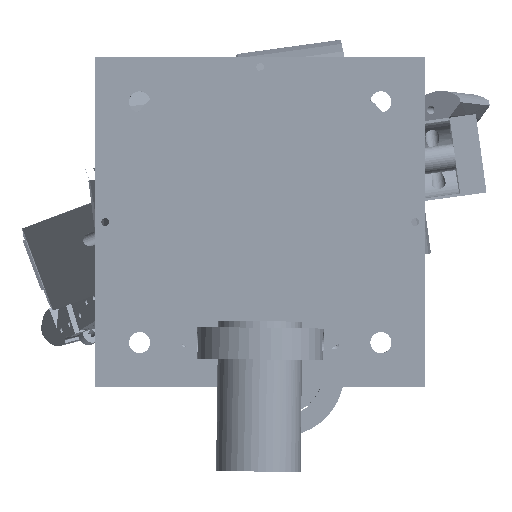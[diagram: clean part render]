
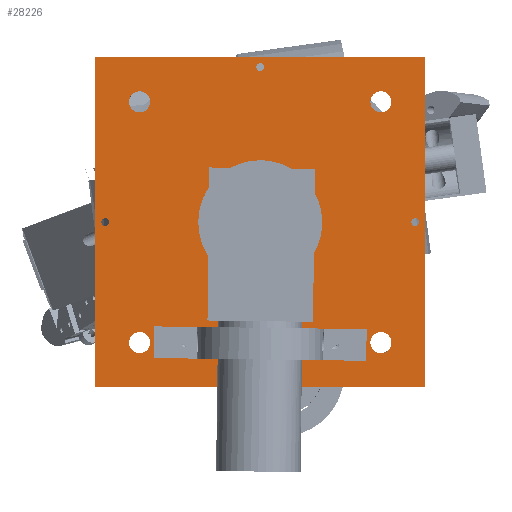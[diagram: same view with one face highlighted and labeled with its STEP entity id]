
A CAD part, front view. The second image highlights one B-rep face of the part: STEP entity #28226.
In plain terms, the highlighted planar face has unit normal (0, -1, 0).
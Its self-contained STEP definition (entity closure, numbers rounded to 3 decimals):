
#773=PLANE('',#30869);
#1640=CIRCLE('',#30559,19.125);
#1643=CIRCLE('',#30565,4.);
#1645=CIRCLE('',#30568,4.);
#1663=CIRCLE('',#30595,4.);
#1665=CIRCLE('',#30598,4.);
#1817=CIRCLE('',#30833,1.5);
#1818=CIRCLE('',#30835,1.5);
#1819=CIRCLE('',#30837,1.5);
#1822=CIRCLE('',#30843,2.5);
#1825=CIRCLE('',#30848,2.5);
#1845=CIRCLE('',#30870,23.5);
#3067=LINE('',#42872,#5514);
#3070=LINE('',#42881,#5517);
#3081=LINE('',#43053,#5528);
#3088=LINE('',#43158,#5535);
#3091=LINE('',#43180,#5538);
#5514=VECTOR('',#33829,10.);
#5517=VECTOR('',#33838,10.);
#5528=VECTOR('',#33905,10.);
#5535=VECTOR('',#33954,10.);
#5538=VECTOR('',#33963,10.);
#7983=FACE_BOUND('',#10400,.T.);
#7984=FACE_BOUND('',#10401,.T.);
#7985=FACE_BOUND('',#10402,.T.);
#7986=FACE_BOUND('',#10403,.T.);
#7987=FACE_BOUND('',#10404,.T.);
#7988=FACE_BOUND('',#10405,.T.);
#7989=FACE_BOUND('',#10406,.T.);
#7990=FACE_BOUND('',#10407,.T.);
#7991=FACE_BOUND('',#10408,.T.);
#7992=FACE_BOUND('',#10409,.T.);
#8743=FACE_OUTER_BOUND('',#10399,.T.);
#10399=EDGE_LOOP('',(#19934,#19935,#19936,#19937,#19938,#19939));
#10400=EDGE_LOOP('',(#19940));
#10401=EDGE_LOOP('',(#19941));
#10402=EDGE_LOOP('',(#19942));
#10403=EDGE_LOOP('',(#19943));
#10404=EDGE_LOOP('',(#19944));
#10405=EDGE_LOOP('',(#19945));
#10406=EDGE_LOOP('',(#19946));
#10407=EDGE_LOOP('',(#19947));
#10408=EDGE_LOOP('',(#19948));
#10409=EDGE_LOOP('',(#19949));
#12683=VERTEX_POINT('',#42860);
#12684=VERTEX_POINT('',#42862);
#12686=VERTEX_POINT('',#42871);
#12689=VERTEX_POINT('',#42879);
#12690=VERTEX_POINT('',#42883);
#12696=VERTEX_POINT('',#42923);
#12716=VERTEX_POINT('',#43050);
#12717=VERTEX_POINT('',#43052);
#12720=VERTEX_POINT('',#43071);
#12724=VERTEX_POINT('',#43108);
#12889=VERTEX_POINT('',#43655);
#12890=VERTEX_POINT('',#43659);
#12891=VERTEX_POINT('',#43663);
#12893=VERTEX_POINT('',#43673);
#12894=VERTEX_POINT('',#43680);
#12897=VERTEX_POINT('',#43706);
#15305=EDGE_CURVE('',#12684,#12683,#1640,.T.);
#15308=EDGE_CURVE('',#12686,#12684,#3067,.T.);
#15313=EDGE_CURVE('',#12683,#12689,#3070,.T.);
#15314=EDGE_CURVE('',#12690,#12690,#1643,.T.);
#15321=EDGE_CURVE('',#12696,#12696,#1645,.T.);
#15351=EDGE_CURVE('',#12716,#12717,#3081,.T.);
#15356=EDGE_CURVE('',#12720,#12720,#1663,.T.);
#15362=EDGE_CURVE('',#12724,#12724,#1665,.T.);
#15377=EDGE_CURVE('',#12717,#12689,#3088,.T.);
#15382=EDGE_CURVE('',#12686,#12716,#3091,.T.);
#15595=EDGE_CURVE('',#12889,#12889,#1817,.T.);
#15597=EDGE_CURVE('',#12890,#12890,#1818,.T.);
#15599=EDGE_CURVE('',#12891,#12891,#1819,.T.);
#15603=EDGE_CURVE('',#12893,#12893,#1822,.T.);
#15607=EDGE_CURVE('',#12894,#12894,#1825,.T.);
#15628=EDGE_CURVE('',#12897,#12897,#1845,.T.);
#19934=ORIENTED_EDGE('',*,*,#15305,.T.);
#19935=ORIENTED_EDGE('',*,*,#15313,.T.);
#19936=ORIENTED_EDGE('',*,*,#15377,.F.);
#19937=ORIENTED_EDGE('',*,*,#15351,.F.);
#19938=ORIENTED_EDGE('',*,*,#15382,.F.);
#19939=ORIENTED_EDGE('',*,*,#15308,.T.);
#19940=ORIENTED_EDGE('',*,*,#15314,.T.);
#19941=ORIENTED_EDGE('',*,*,#15321,.T.);
#19942=ORIENTED_EDGE('',*,*,#15356,.T.);
#19943=ORIENTED_EDGE('',*,*,#15362,.T.);
#19944=ORIENTED_EDGE('',*,*,#15628,.F.);
#19945=ORIENTED_EDGE('',*,*,#15599,.T.);
#19946=ORIENTED_EDGE('',*,*,#15597,.T.);
#19947=ORIENTED_EDGE('',*,*,#15595,.T.);
#19948=ORIENTED_EDGE('',*,*,#15603,.F.);
#19949=ORIENTED_EDGE('',*,*,#15607,.F.);
#28226=ADVANCED_FACE('',(#8743,#7983,#7984,#7985,#7986,#7987,#7988,#7989,
#7990,#7991,#7992),#773,.F.);
#30559=AXIS2_PLACEMENT_3D('',#42863,#33824,#33825);
#30565=AXIS2_PLACEMENT_3D('',#42884,#33841,#33842);
#30568=AXIS2_PLACEMENT_3D('',#42924,#33850,#33851);
#30595=AXIS2_PLACEMENT_3D('',#43072,#33914,#33915);
#30598=AXIS2_PLACEMENT_3D('',#43109,#33922,#33923);
#30833=AXIS2_PLACEMENT_3D('',#43657,#34468,#34469);
#30835=AXIS2_PLACEMENT_3D('',#43661,#34473,#34474);
#30837=AXIS2_PLACEMENT_3D('',#43665,#34478,#34479);
#30843=AXIS2_PLACEMENT_3D('',#43674,#34491,#34492);
#30848=AXIS2_PLACEMENT_3D('',#43681,#34502,#34503);
#30869=AXIS2_PLACEMENT_3D('',#43705,#34545,#34546);
#30870=AXIS2_PLACEMENT_3D('',#43707,#34547,#34548);
#33824=DIRECTION('center_axis',(0.,1.,0.));
#33825=DIRECTION('ref_axis',(1.,0.,0.));
#33829=DIRECTION('',(1.,0.,0.));
#33838=DIRECTION('',(1.,0.,0.));
#33841=DIRECTION('center_axis',(0.,1.,0.));
#33842=DIRECTION('ref_axis',(1.,0.,0.));
#33850=DIRECTION('center_axis',(0.,1.,0.));
#33851=DIRECTION('ref_axis',(1.,0.,0.));
#33905=DIRECTION('',(1.,0.,0.));
#33914=DIRECTION('center_axis',(0.,1.,0.));
#33915=DIRECTION('ref_axis',(1.,0.,0.));
#33922=DIRECTION('center_axis',(0.,1.,0.));
#33923=DIRECTION('ref_axis',(1.,0.,0.));
#33954=DIRECTION('',(0.,0.,-1.));
#33963=DIRECTION('',(0.,0.,1.));
#34468=DIRECTION('center_axis',(0.,1.,0.));
#34469=DIRECTION('ref_axis',(0.,0.,1.));
#34473=DIRECTION('center_axis',(0.,1.,0.));
#34474=DIRECTION('ref_axis',(-1.,0.,0.));
#34478=DIRECTION('center_axis',(0.,1.,0.));
#34479=DIRECTION('ref_axis',(0.,0.,-1.));
#34491=DIRECTION('center_axis',(0.,-1.,0.));
#34492=DIRECTION('ref_axis',(1.,0.,0.));
#34502=DIRECTION('center_axis',(0.,-1.,0.));
#34503=DIRECTION('ref_axis',(1.,0.,0.));
#34545=DIRECTION('center_axis',(0.,1.,0.));
#34546=DIRECTION('ref_axis',(0.,0.,1.));
#34547=DIRECTION('center_axis',(0.,-1.,0.));
#34548=DIRECTION('ref_axis',(1.,0.,0.));
#42860=CARTESIAN_POINT('',(14.992,0.,-62.5));
#42862=CARTESIAN_POINT('',(-14.992,0.,-62.5));
#42863=CARTESIAN_POINT('Origin',(0.,0.,-74.375));
#42871=CARTESIAN_POINT('',(-62.5,0.,-62.5));
#42872=CARTESIAN_POINT('',(-62.5,0.,-62.5));
#42879=CARTESIAN_POINT('',(62.5,0.,-62.5));
#42881=CARTESIAN_POINT('',(-62.5,0.,-62.5));
#42883=CARTESIAN_POINT('',(-49.731,0.,45.62));
#42884=CARTESIAN_POINT('Origin',(-45.731,0.,45.62));
#42923=CARTESIAN_POINT('',(41.731,0.,45.62));
#42924=CARTESIAN_POINT('Origin',(45.731,0.,45.62));
#43050=CARTESIAN_POINT('',(-62.5,0.,62.5));
#43052=CARTESIAN_POINT('',(62.5,0.,62.5));
#43053=CARTESIAN_POINT('',(-62.5,0.,62.5));
#43071=CARTESIAN_POINT('',(-49.731,0.,-45.62));
#43072=CARTESIAN_POINT('Origin',(-45.731,0.,-45.62));
#43108=CARTESIAN_POINT('',(41.731,0.,-45.62));
#43109=CARTESIAN_POINT('Origin',(45.731,0.,-45.62));
#43158=CARTESIAN_POINT('',(62.5,0.,62.5));
#43180=CARTESIAN_POINT('',(-62.5,0.,-62.5));
#43655=CARTESIAN_POINT('',(58.75,0.,-1.5));
#43657=CARTESIAN_POINT('Origin',(58.75,0.,0.));
#43659=CARTESIAN_POINT('',(1.5,0.,58.75));
#43661=CARTESIAN_POINT('Origin',(0.,0.,58.75));
#43663=CARTESIAN_POINT('',(-58.75,0.,1.5));
#43665=CARTESIAN_POINT('Origin',(-58.75,0.,0.));
#43673=CARTESIAN_POINT('',(-30.75,0.,-46.));
#43674=CARTESIAN_POINT('Origin',(-28.25,0.,-46.));
#43680=CARTESIAN_POINT('',(25.75,0.,-46.));
#43681=CARTESIAN_POINT('Origin',(28.25,0.,-46.));
#43705=CARTESIAN_POINT('Origin',(0.,0.,0.));
#43706=CARTESIAN_POINT('',(-23.5,0.,0.));
#43707=CARTESIAN_POINT('Origin',(0.,0.,0.));
